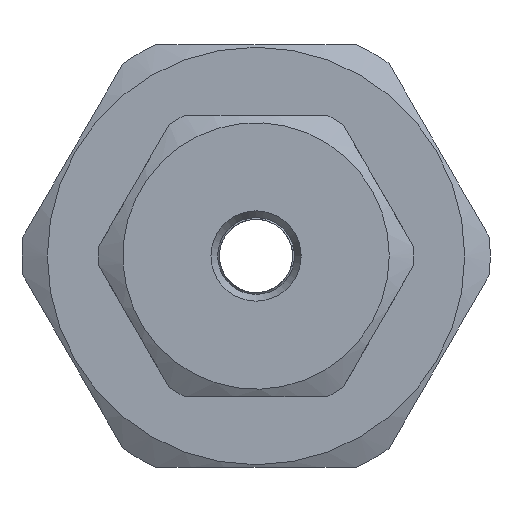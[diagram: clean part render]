
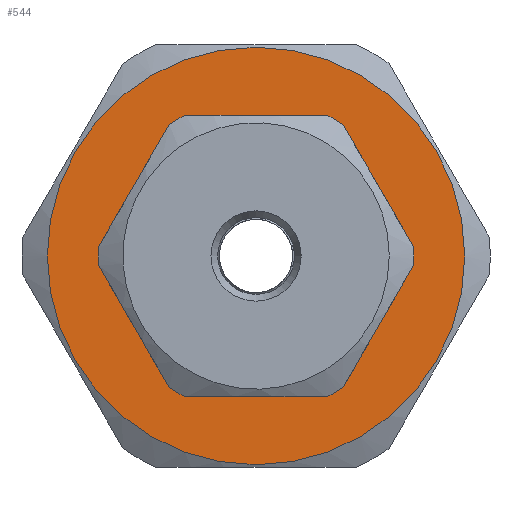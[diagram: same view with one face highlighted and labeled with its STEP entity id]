
A CAD part, left-side view. The second image highlights one B-rep face of the part: STEP entity #544.
In plain terms, the highlighted planar face has unit normal (-1, 0, 0).
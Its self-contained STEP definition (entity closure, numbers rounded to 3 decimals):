
#517=CARTESIAN_POINT('',(0.0,2.35,0.0));
#518=DIRECTION('',(-1.0,0.0,0.0));
#519=DIRECTION('',(0.0,0.0,1.0));
#520=AXIS2_PLACEMENT_3D('',#517,#518,#519);
#521=PLANE('',#520);
#522=CARTESIAN_POINT('',(0.0,4.7,0.0));
#523=VERTEX_POINT('',#522);
#524=CARTESIAN_POINT('',(0.,0.,0.0));
#525=DIRECTION('',(1.0,0.0,0.0));
#526=DIRECTION('',(0.0,1.0,0.0));
#527=AXIS2_PLACEMENT_3D('',#524,#525,#526);
#528=CIRCLE('',#527,4.7);
#529=EDGE_CURVE('',#523,#523,#528,.T.);
#530=ORIENTED_EDGE('',*,*,#529,.F.);
#531=EDGE_LOOP('',(#530));
#532=FACE_OUTER_BOUND('',#531,.T.);
#533=CARTESIAN_POINT('',(0.,-2.45,0.0));
#534=VERTEX_POINT('',#533);
#535=CARTESIAN_POINT('',(0.,0.,0.0));
#536=DIRECTION('',(1.0,0.0,0.0));
#537=DIRECTION('',(0.0,-1.0,0.0));
#538=AXIS2_PLACEMENT_3D('',#535,#536,#537);
#539=CIRCLE('',#538,2.45);
#540=EDGE_CURVE('',#534,#534,#539,.T.);
#541=ORIENTED_EDGE('',*,*,#540,.T.);
#542=EDGE_LOOP('',(#541));
#543=FACE_BOUND('',#542,.T.);
#544=ADVANCED_FACE('',(#532,#543),#521,.T.);
